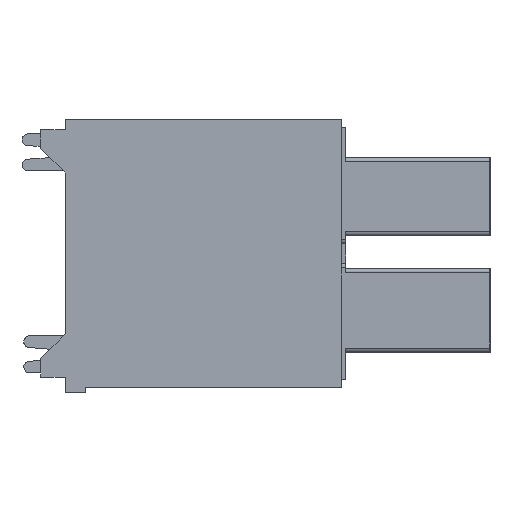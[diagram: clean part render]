
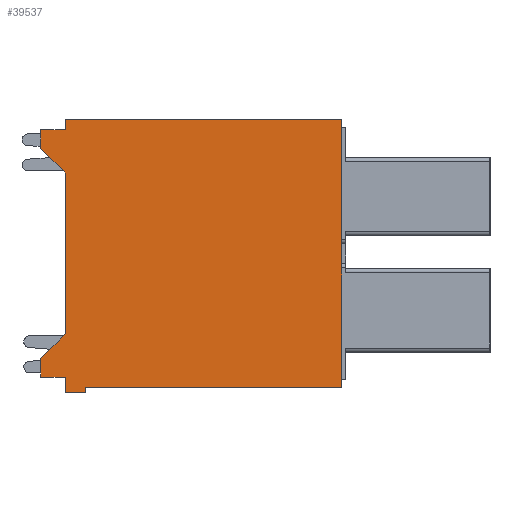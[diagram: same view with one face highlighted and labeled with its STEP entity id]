
A CAD part, left-side view. The second image highlights one B-rep face of the part: STEP entity #39537.
In plain terms, the highlighted planar face has unit normal (-1, 0, 0).
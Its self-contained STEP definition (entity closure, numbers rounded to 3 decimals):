
#4914=ORIENTED_EDGE('',*,*,#13259,.F.);
#4915=ORIENTED_EDGE('',*,*,#15099,.T.);
#4916=ORIENTED_EDGE('',*,*,#15100,.F.);
#4917=ORIENTED_EDGE('',*,*,#15101,.T.);
#4918=ORIENTED_EDGE('',*,*,#13294,.F.);
#4919=ORIENTED_EDGE('',*,*,#15102,.T.);
#4920=ORIENTED_EDGE('',*,*,#15103,.T.);
#4921=ORIENTED_EDGE('',*,*,#13078,.T.);
#4922=ORIENTED_EDGE('',*,*,#15090,.T.);
#4923=ORIENTED_EDGE('',*,*,#13995,.F.);
#4924=ORIENTED_EDGE('',*,*,#13386,.F.);
#4925=ORIENTED_EDGE('',*,*,#15104,.F.);
#4926=ORIENTED_EDGE('',*,*,#15105,.T.);
#4927=ORIENTED_EDGE('',*,*,#15106,.T.);
#13078=EDGE_CURVE('',#18814,#18868,#22702,.T.);
#13259=EDGE_CURVE('',#19037,#19038,#22835,.T.);
#13294=EDGE_CURVE('',#19072,#19073,#22870,.T.);
#13386=EDGE_CURVE('',#19164,#19165,#22962,.T.);
#13995=EDGE_CURVE('',#19165,#19584,#23571,.T.);
#15090=EDGE_CURVE('',#18868,#19584,#24481,.T.);
#15099=EDGE_CURVE('',#19037,#20228,#24490,.T.);
#15100=EDGE_CURVE('',#20229,#20228,#24491,.T.);
#15101=EDGE_CURVE('',#20229,#19073,#24492,.T.);
#15102=EDGE_CURVE('',#19072,#20230,#24493,.T.);
#15103=EDGE_CURVE('',#20230,#18814,#24494,.T.);
#15104=EDGE_CURVE('',#20231,#19164,#24495,.T.);
#15105=EDGE_CURVE('',#20231,#20232,#24496,.T.);
#15106=EDGE_CURVE('',#20232,#19038,#24497,.T.);
#18814=VERTEX_POINT('',#54382);
#18868=VERTEX_POINT('',#54490);
#19037=VERTEX_POINT('',#54865);
#19038=VERTEX_POINT('',#54867);
#19072=VERTEX_POINT('',#54936);
#19073=VERTEX_POINT('',#54938);
#19164=VERTEX_POINT('',#55121);
#19165=VERTEX_POINT('',#55123);
#19584=VERTEX_POINT('',#56300);
#20228=VERTEX_POINT('',#59911);
#20229=VERTEX_POINT('',#59913);
#20230=VERTEX_POINT('',#59916);
#20231=VERTEX_POINT('',#59919);
#20232=VERTEX_POINT('',#59921);
#22702=LINE('',#54491,#27750);
#22835=LINE('',#54866,#27883);
#22870=LINE('',#54937,#27918);
#22962=LINE('',#55122,#28010);
#23571=LINE('',#56299,#28619);
#24481=LINE('',#59894,#29529);
#24490=LINE('',#59910,#29538);
#24491=LINE('',#59912,#29539);
#24492=LINE('',#59914,#29540);
#24493=LINE('',#59915,#29541);
#24494=LINE('',#59917,#29542);
#24495=LINE('',#59918,#29543);
#24496=LINE('',#59920,#29544);
#24497=LINE('',#59922,#29545);
#27750=VECTOR('',#43905,1000.);
#27883=VECTOR('',#44184,1000.);
#27918=VECTOR('',#44221,1000.);
#28010=VECTOR('',#44315,1000.);
#28619=VECTOR('',#45222,1000.);
#29529=VECTOR('',#47050,1000.);
#29538=VECTOR('',#47063,1000.);
#29539=VECTOR('',#47064,1000.);
#29540=VECTOR('',#47065,1000.);
#29541=VECTOR('',#47066,1000.);
#29542=VECTOR('',#47067,1000.);
#29543=VECTOR('',#47068,1000.);
#29544=VECTOR('',#47069,1000.);
#29545=VECTOR('',#47070,1000.);
#33381=EDGE_LOOP('',(#4914,#4915,#4916,#4917,#4918,#4919,#4920,#4921,#4922,
#4923,#4924,#4925,#4926,#4927));
#35703=FACE_BOUND('',#33381,.T.);
#37745=PLANE('',#41766);
#39537=ADVANCED_FACE('',(#35703),#37745,.F.);
#41766=AXIS2_PLACEMENT_3D('',#59909,#47061,#47062);
#43905=DIRECTION('',(0.,-1.,0.));
#44184=DIRECTION('',(0.,0.,1.));
#44221=DIRECTION('',(0.,0.,1.));
#44315=DIRECTION('',(0.,0.,1.));
#45222=DIRECTION('',(0.,-1.,0.));
#47050=DIRECTION('',(0.,0.,1.));
#47061=DIRECTION('',(1.,0.,0.));
#47062=DIRECTION('',(0.,0.,-1.));
#47063=DIRECTION('',(0.,0.707,-0.707));
#47064=DIRECTION('',(0.,0.,1.));
#47065=DIRECTION('',(0.,-1.,0.));
#47066=DIRECTION('',(0.,-1.,0.));
#47067=DIRECTION('',(0.,0.,1.));
#47068=DIRECTION('',(0.,-1.,0.));
#47069=DIRECTION('',(0.,0.,-1.));
#47070=DIRECTION('',(0.,-0.707,-0.707));
#54382=CARTESIAN_POINT('',(-21.4,12.4,-6.5));
#54490=CARTESIAN_POINT('',(-21.4,0.,-6.5));
#54491=CARTESIAN_POINT('',(-21.4,13.4,-6.5));
#54865=CARTESIAN_POINT('',(-21.4,13.4,-3.9));
#54866=CARTESIAN_POINT('',(-21.4,13.4,-6.5));
#54867=CARTESIAN_POINT('',(-21.4,13.4,3.9));
#54936=CARTESIAN_POINT('',(-21.4,13.4,-6.75));
#54937=CARTESIAN_POINT('',(-21.4,13.4,-6.5));
#54938=CARTESIAN_POINT('',(-21.4,13.4,-6.));
#55121=CARTESIAN_POINT('',(-21.4,13.4,6.));
#55122=CARTESIAN_POINT('',(-21.4,13.4,-6.5));
#55123=CARTESIAN_POINT('',(-21.4,13.4,6.5));
#56299=CARTESIAN_POINT('',(-21.4,13.4,6.5));
#56300=CARTESIAN_POINT('',(-21.4,0.,6.5));
#59894=CARTESIAN_POINT('',(-21.4,0.,-6.5));
#59909=CARTESIAN_POINT('',(-21.4,13.4,-6.5));
#59910=CARTESIAN_POINT('',(-21.4,14.6,-5.1));
#59911=CARTESIAN_POINT('',(-21.4,14.6,-5.1));
#59912=CARTESIAN_POINT('',(-21.4,14.6,-6.));
#59913=CARTESIAN_POINT('',(-21.4,14.6,-6.));
#59914=CARTESIAN_POINT('',(-21.4,14.6,-6.));
#59915=CARTESIAN_POINT('',(-21.4,12.4,-6.75));
#59916=CARTESIAN_POINT('',(-21.4,12.4,-6.75));
#59917=CARTESIAN_POINT('',(-21.4,12.4,-6.5));
#59918=CARTESIAN_POINT('',(-21.4,14.6,6.));
#59919=CARTESIAN_POINT('',(-21.4,14.6,6.));
#59920=CARTESIAN_POINT('',(-21.4,14.6,6.));
#59921=CARTESIAN_POINT('',(-21.4,14.6,5.1));
#59922=CARTESIAN_POINT('',(-21.4,13.4,3.9));
